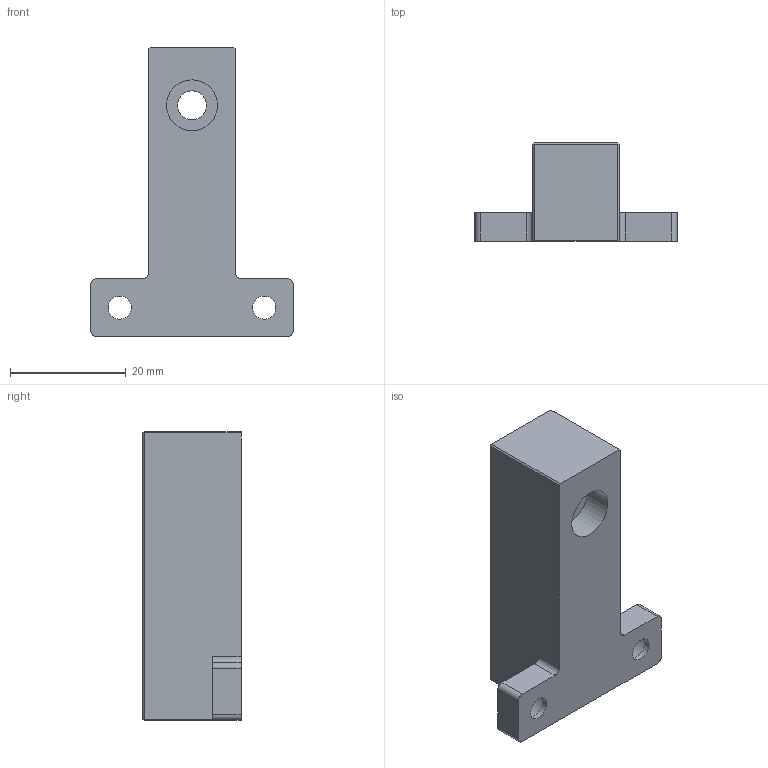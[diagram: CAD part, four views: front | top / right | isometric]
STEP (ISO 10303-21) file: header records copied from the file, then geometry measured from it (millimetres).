
FILE_DESCRIPTION(/* description */ ('Alibre Inc.'),/* implementation_level */ '2;1');
FILE_NAME(/* name */ 'export0',/* time_stamp */ '2021-06-07T09:56:09+02:00',/* author */ (''),/* organization */ (''),/* preprocessor_version */ 'ST-DEVELOPER v14',/* originating_system */ 'Alibre',/* authorisation */ '');
FILE_SCHEMA (('CONFIG_CONTROL_DESIGN'));
Length unit declared in the file: centimetre
Products named in the file (1): ID_1
Bounding box: 35 x 17 x 50 mm (x, y, z)
Volume: 10519 mm3; surface area: 5981.5 mm2
Topology: 1 solids, 1 shells, 55 faces, 132 edges, 84 vertices
Faces by surface type: plane 37, cylinder 18
Full cylindrical faces by diameter (mm): 4 x2, 5 x2, 8 x2, 8.8 x2
Entity records: 1561 total; most frequent: CARTESIAN_POINT 252, ORIENTED_EDGE 248, DIRECTION 217, EDGE_CURVE 124, VECTOR 84, LINE 84, VERTEX_POINT 84, AXIS2_PLACEMENT_3D 84
